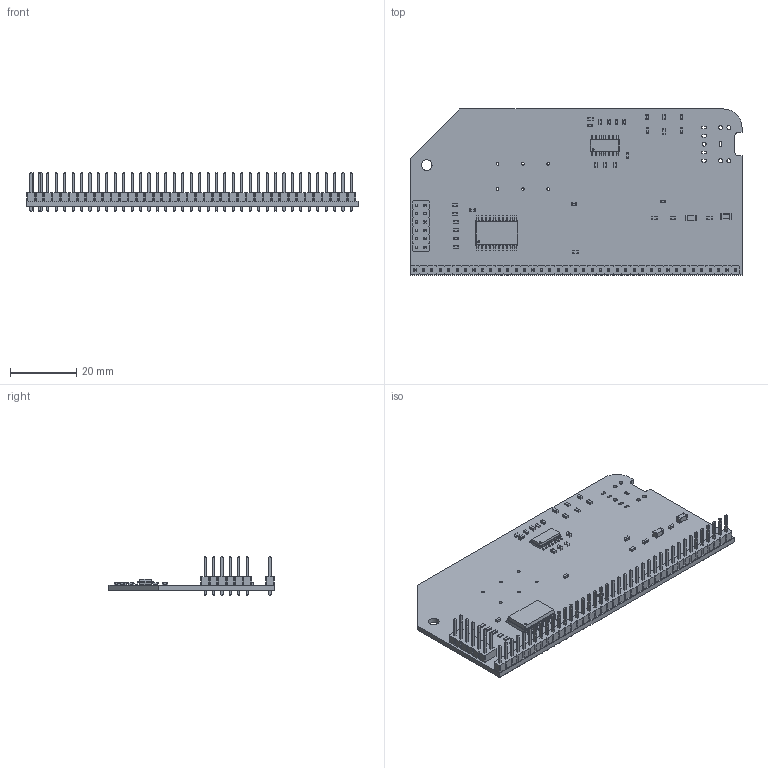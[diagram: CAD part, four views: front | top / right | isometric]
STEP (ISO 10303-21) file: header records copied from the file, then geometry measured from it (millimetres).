
FILE_DESCRIPTION(('KiCad electronic assembly'),'2;1');
FILE_NAME('rcbus-ymf262-3D.step','2025-08-20T22:37:46',('Pcbnew'),( 'Kicad'),'Open CASCADE STEP processor 7.6','KiCad to STEP converter' ,'Unknown');
FILE_SCHEMA(('AUTOMOTIVE_DESIGN { 1 0 10303 214 1 1 1 1 }'));
Length unit declared in the file: millimetre
Products named in the file (10): rcbus-ymf262-3D 1; C_0603_1608Metric; PinHeader_2x06_P2.54mm_Vertical; PinHeader_1x39_P2.54mm_Vertical; SOIC-20W_7.5x12.8mm_P1.27mm; L_0603_1608Metric; R_0603_1608Metric; SOIC-14_3.9x8.7mm_P1.27mm; C_1206_3216Metric; kibot_2axgv1hl_PCB
Assembly tree (36 placements, depth 2):
  rcbus-ymf262-3D 1
    C_0603_1608Metric  x16
    PinHeader_2x06_P2.54mm_Vertical
    PinHeader_1x39_P2.54mm_Vertical
    SOIC-20W_7.5x12.8mm_P1.27mm
    L_0603_1608Metric  x2
    R_0603_1608Metric  x11
    SOIC-14_3.9x8.7mm_P1.27mm
    C_1206_3216Metric  x2
    kibot_2axgv1hl_PCB
Bounding box: 100 x 50 x 11.54 mm (x, y, z)
Volume: 8589.5 mm3; surface area: 13526.4 mm2
Topology: 36 solids, 36 shells, 2703 faces, 6859 edges, 4372 vertices
Faces by surface type: plane 2131, cylinder 540, bspline 32
Full cylindrical faces by diameter (mm): 0.8 x6, 1 x51, 1.2 x5, 3.2 x1
Entity records: 58032 total; most frequent: CARTESIAN_POINT 10219, ORIENTED_EDGE 9910, DIRECTION 9365, EDGE_CURVE 4955, LINE 4393, VECTOR 4393, VERTEX_POINT 3116, AXIS2_PLACEMENT_3D 2486
